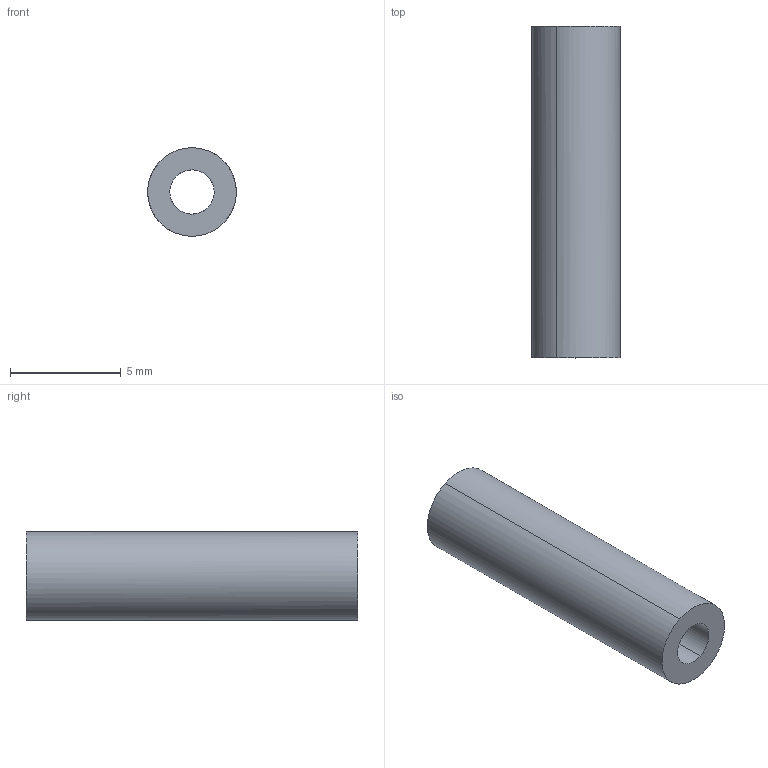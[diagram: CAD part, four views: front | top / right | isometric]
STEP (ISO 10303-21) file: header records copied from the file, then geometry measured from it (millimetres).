
FILE_DESCRIPTION (( 'STEP AP203' ), '1' );
FILE_NAME ('PTFE Tube.STEP', '2020-08-07T05:36:18', ( '' ), ( '' ), 'SwSTEP 2.0', 'SolidWorks 2018', '' );
FILE_SCHEMA (( 'CONFIG_CONTROL_DESIGN' ));
Length unit declared in the file: millimetre
Products named in the file (1): PTFE Tube
Bounding box: 4 x 15 x 4 mm (x, y, z)
Volume: 140.6 mm3; surface area: 300.4 mm2
Topology: 1 solids, 1 shells, 8 faces, 16 edges, 10 vertices
Faces by surface type: cylinder 4, cone 2, plane 2
Entity records: 451 total; most frequent: CARTESIAN_POINT 221, ORIENTED_EDGE 32, DIRECTION 24, EDGE_CURVE 16, B_SPLINE_CURVE_WITH_KNOTS 10, VERTEX_POINT 10, EDGE_LOOP 10, AXIS2_PLACEMENT_3D 9
